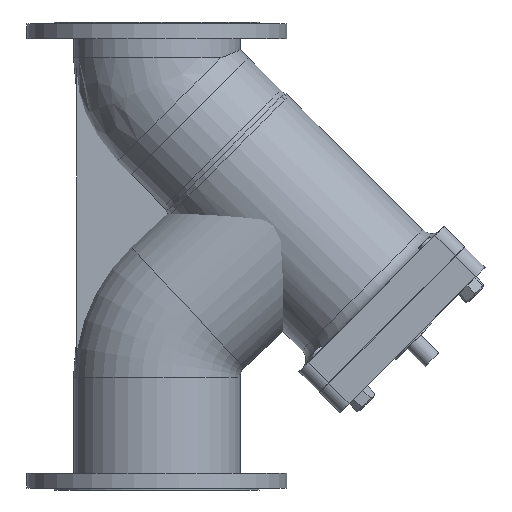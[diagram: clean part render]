
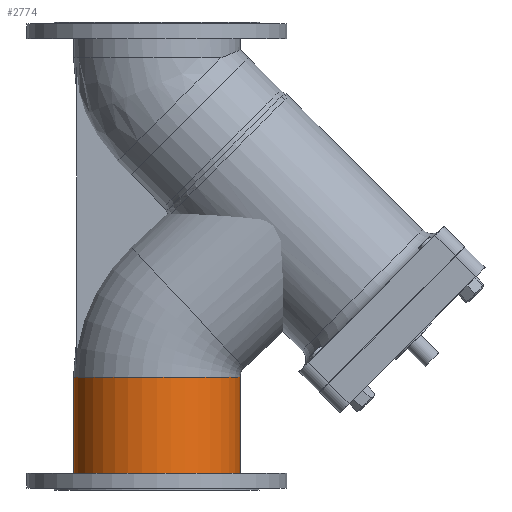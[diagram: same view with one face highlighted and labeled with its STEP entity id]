
A CAD part, left-side view. The second image highlights one B-rep face of the part: STEP entity #2774.
In plain terms, the highlighted cylindrical face has radius 130 mm (diameter 260 mm), a full revolution.
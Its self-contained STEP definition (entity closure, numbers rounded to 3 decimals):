
#376=LINE('',#5112,#542);
#542=VECTOR('',#3981,130.);
#603=CYLINDRICAL_SURFACE('',#3136,130.);
#746=FACE_OUTER_BOUND('',#960,.T.);
#960=EDGE_LOOP('',(#2617,#2618,#2619,#2620,#2621,#2622,#2623));
#1141=CIRCLE('',#3133,130.);
#1142=CIRCLE('',#3134,130.);
#1143=CIRCLE('',#3135,130.);
#1144=CIRCLE('',#3137,130.);
#1145=CIRCLE('',#3138,130.);
#1428=VERTEX_POINT('',#5103);
#1429=VERTEX_POINT('',#5105);
#1430=VERTEX_POINT('',#5107);
#1431=VERTEX_POINT('',#5111);
#1432=VERTEX_POINT('',#5113);
#1825=EDGE_CURVE('',#1428,#1429,#1141,.T.);
#1826=EDGE_CURVE('',#1429,#1430,#1142,.T.);
#1827=EDGE_CURVE('',#1430,#1428,#1143,.T.);
#1828=EDGE_CURVE('',#1430,#1431,#376,.T.);
#1829=EDGE_CURVE('',#1431,#1432,#1144,.T.);
#1830=EDGE_CURVE('',#1432,#1431,#1145,.T.);
#2617=ORIENTED_EDGE('',*,*,#1826,.F.);
#2618=ORIENTED_EDGE('',*,*,#1825,.F.);
#2619=ORIENTED_EDGE('',*,*,#1827,.F.);
#2620=ORIENTED_EDGE('',*,*,#1828,.T.);
#2621=ORIENTED_EDGE('',*,*,#1829,.T.);
#2622=ORIENTED_EDGE('',*,*,#1830,.T.);
#2623=ORIENTED_EDGE('',*,*,#1828,.F.);
#2774=ADVANCED_FACE('',(#746),#603,.T.);
#3133=AXIS2_PLACEMENT_3D('',#5106,#3973,#3974);
#3134=AXIS2_PLACEMENT_3D('',#5108,#3975,#3976);
#3135=AXIS2_PLACEMENT_3D('',#5109,#3977,#3978);
#3136=AXIS2_PLACEMENT_3D('',#5110,#3979,#3980);
#3137=AXIS2_PLACEMENT_3D('',#5114,#3982,#3983);
#3138=AXIS2_PLACEMENT_3D('',#5115,#3984,#3985);
#3973=DIRECTION('center_axis',(0.,0.,1.));
#3974=DIRECTION('ref_axis',(1.,0.,0.));
#3975=DIRECTION('center_axis',(0.,0.,1.));
#3976=DIRECTION('ref_axis',(1.,0.,0.));
#3977=DIRECTION('center_axis',(0.,0.,1.));
#3978=DIRECTION('ref_axis',(1.,0.,0.));
#3979=DIRECTION('center_axis',(0.,0.,1.));
#3980=DIRECTION('ref_axis',(1.,0.,0.));
#3981=DIRECTION('',(0.,0.,-1.));
#3982=DIRECTION('center_axis',(0.,0.,1.));
#3983=DIRECTION('ref_axis',(1.,0.,0.));
#3984=DIRECTION('center_axis',(0.,0.,1.));
#3985=DIRECTION('ref_axis',(1.,0.,0.));
#5103=CARTESIAN_POINT('',(0.,-130.,-189.));
#5105=CARTESIAN_POINT('',(130.,0.,-189.));
#5106=CARTESIAN_POINT('Origin',(0.,0.,-189.));
#5107=CARTESIAN_POINT('',(-130.,0.,-189.));
#5108=CARTESIAN_POINT('Origin',(0.,0.,-189.));
#5109=CARTESIAN_POINT('Origin',(0.,0.,-189.));
#5110=CARTESIAN_POINT('Origin',(0.,0.,-339.));
#5111=CARTESIAN_POINT('',(-130.,0.,-339.));
#5112=CARTESIAN_POINT('',(-130.,0.,-339.));
#5113=CARTESIAN_POINT('',(130.,0.,-339.));
#5114=CARTESIAN_POINT('Origin',(0.,0.,-339.));
#5115=CARTESIAN_POINT('Origin',(0.,0.,-339.));
